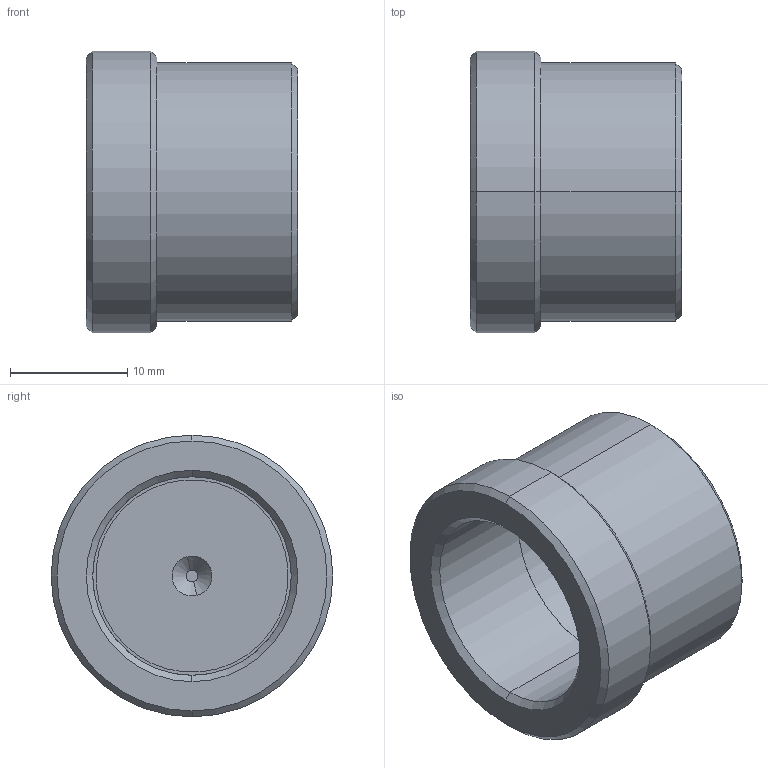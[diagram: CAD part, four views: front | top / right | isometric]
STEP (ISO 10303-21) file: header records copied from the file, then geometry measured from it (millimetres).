
FILE_DESCRIPTION (( 'STEP AP214' ), '1' );
FILE_NAME ('STOS4.step', '2018-04-12T21:17:38', ( '' ), ( '' ), 'SwSTEP 2.0', 'SolidWorks 2017', '' );
FILE_SCHEMA (( 'AUTOMOTIVE_DESIGN' ));
Length unit declared in the file: inch
Products named in the file (1): STOS4
Bounding box: 18 x 24 x 24 mm (x, y, z)
Volume: 3906.1 mm3; surface area: 3821.6 mm2
Topology: 3 solids, 3 shells, 43 faces, 84 edges, 52 vertices
Faces by surface type: cylinder 20, cone 12, plane 11
Entity records: 1743 total; most frequent: DIRECTION 224, CARTESIAN_POINT 180, ORIENTED_EDGE 168, AXIS2_PLACEMENT_3D 96, EDGE_CURVE 84, CIRCLE 52, VERTEX_POINT 52, EDGE_LOOP 52
